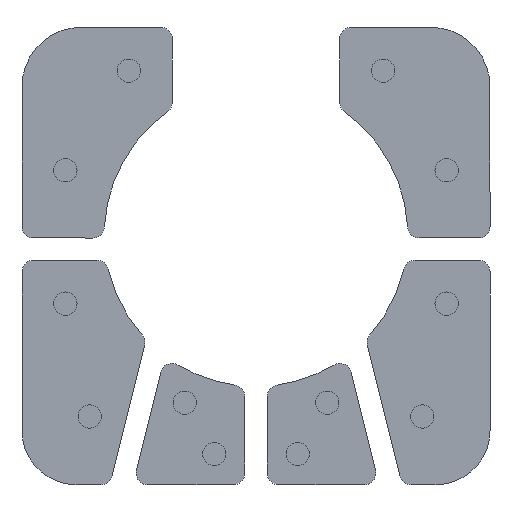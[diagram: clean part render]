
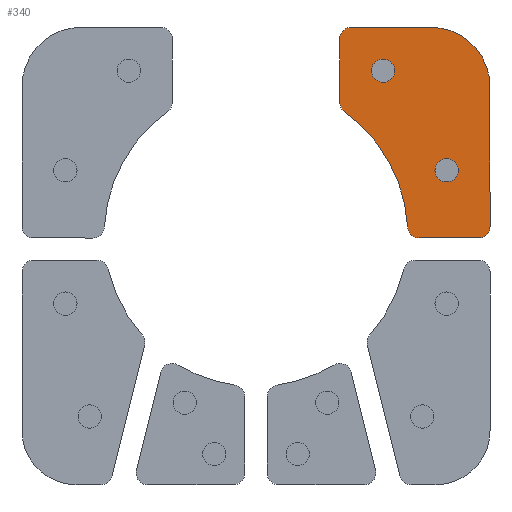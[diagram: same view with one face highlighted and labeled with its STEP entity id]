
A CAD part, front view. The second image highlights one B-rep face of the part: STEP entity #340.
In plain terms, the highlighted planar face has unit normal (0, -1, 0).
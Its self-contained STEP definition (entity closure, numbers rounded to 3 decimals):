
#52 = DIRECTION ( 'NONE',  ( 0., 0., 1. ) ) ;
#55 = CARTESIAN_POINT ( 'NONE',  ( 18., 0., 39.2 ) ) ;
#102 = ORIENTED_EDGE ( 'NONE', *, *, #4188, .F. ) ;
#132 = ORIENTED_EDGE ( 'NONE', *, *, #3463, .F. ) ;
#159 = ORIENTED_EDGE ( 'NONE', *, *, #1731, .F. ) ;
#188 = DIRECTION ( 'NONE',  ( 0., 0., 1. ) ) ;
#267 = EDGE_CURVE ( 'NONE', #2010, #305, #692, .T. ) ;
#292 = CARTESIAN_POINT ( 'NONE',  ( 36., 0., 12.2 ) ) ;
#305 = VERTEX_POINT ( 'NONE', #2445 ) ;
#325 = DIRECTION ( 'NONE',  ( 0., 0., -1. ) ) ;
#340 = ADVANCED_FACE ( 'NONE', ( #2734, #2370, #2041 ), #3739, .F. ) ;
#345 = ORIENTED_EDGE ( 'NONE', *, *, #3291, .F. ) ;
#375 = CARTESIAN_POINT ( 'NONE',  ( 42., 0., 1.6 ) ) ;
#392 = AXIS2_PLACEMENT_3D ( 'NONE', #436, #3517, #3929 ) ;
#396 = VECTOR ( 'NONE', #188, 1000. ) ;
#402 = DIRECTION ( 'NONE',  ( 0., -1., 0. ) ) ;
#427 = VERTEX_POINT ( 'NONE', #3493 ) ;
#436 = CARTESIAN_POINT ( 'NONE',  ( 36., 0., 12.2 ) ) ;
#439 = CARTESIAN_POINT ( 'NONE',  ( 36., 0., 10. ) ) ;
#534 = CIRCLE ( 'NONE', #4487, 11.2 ) ;
#591 = EDGE_CURVE ( 'NONE', #2338, #4343, #1053, .T. ) ;
#688 = CIRCLE ( 'NONE', #392, 2.2 ) ;
#692 = CIRCLE ( 'NONE', #3032, 2.2 ) ;
#695 = EDGE_CURVE ( 'NONE', #2783, #1051, #2486, .T. ) ;
#746 = CIRCLE ( 'NONE', #1784, 2.2 ) ;
#807 = ORIENTED_EDGE ( 'NONE', *, *, #695, .F. ) ;
#871 = CARTESIAN_POINT ( 'NONE',  ( 15.8, 0., 25.065 ) ) ;
#983 = CARTESIAN_POINT ( 'NONE',  ( 36., 0., 14.4 ) ) ;
#1030 = CARTESIAN_POINT ( 'NONE',  ( 24., 0., 31. ) ) ;
#1051 = VERTEX_POINT ( 'NONE', #3067 ) ;
#1053 = CIRCLE ( 'NONE', #3471, 28.659 ) ;
#1054 = AXIS2_PLACEMENT_3D ( 'NONE', #2275, #2111, #2088 ) ;
#1065 = CARTESIAN_POINT ( 'NONE',  ( 18., 0., 39.2 ) ) ;
#1071 = VERTEX_POINT ( 'NONE', #983 ) ;
#1083 = ORIENTED_EDGE ( 'NONE', *, *, #3371, .F. ) ;
#1149 = VERTEX_POINT ( 'NONE', #2708 ) ;
#1224 = AXIS2_PLACEMENT_3D ( 'NONE', #1595, #1688, #3787 ) ;
#1266 = ORIENTED_EDGE ( 'NONE', *, *, #267, .F. ) ;
#1395 = CARTESIAN_POINT ( 'NONE',  ( 44.2, 0., 28. ) ) ;
#1413 = AXIS2_PLACEMENT_3D ( 'NONE', #375, #1843, #1867 ) ;
#1416 = CIRCLE ( 'NONE', #2733, 2.2 ) ;
#1421 = DIRECTION ( 'NONE',  ( 0., -1., 0. ) ) ;
#1475 = CARTESIAN_POINT ( 'NONE',  ( 42., 0., -0.6 ) ) ;
#1516 = CARTESIAN_POINT ( 'NONE',  ( 24., 0., 31. ) ) ;
#1523 = EDGE_LOOP ( 'NONE', ( #2756, #1083 ) ) ;
#1551 = CIRCLE ( 'NONE', #2152, 2.2 ) ;
#1595 = CARTESIAN_POINT ( 'NONE',  ( 30.817, 0., 1.6 ) ) ;
#1641 = CARTESIAN_POINT ( 'NONE',  ( 24., 0., 33.2 ) ) ;
#1688 = DIRECTION ( 'NONE',  ( 0., 1., 0. ) ) ;
#1696 = DIRECTION ( 'NONE',  ( 0., 1., 0. ) ) ;
#1728 = CARTESIAN_POINT ( 'NONE',  ( 15.8, 0., 37. ) ) ;
#1731 = EDGE_CURVE ( 'NONE', #4462, #1955, #4271, .T. ) ;
#1784 = AXIS2_PLACEMENT_3D ( 'NONE', #292, #3413, #4458 ) ;
#1822 = DIRECTION ( 'NONE',  ( 0., 1., 0. ) ) ;
#1843 = DIRECTION ( 'NONE',  ( 0., 1., 0. ) ) ;
#1845 = DIRECTION ( 'NONE',  ( 0., 0., -1. ) ) ;
#1867 = DIRECTION ( 'NONE',  ( 0., 0., 1. ) ) ;
#1955 = VERTEX_POINT ( 'NONE', #55 ) ;
#1970 = DIRECTION ( 'NONE',  ( 0., 0., 1. ) ) ;
#2010 = VERTEX_POINT ( 'NONE', #1641 ) ;
#2041 = FACE_OUTER_BOUND ( 'NONE', #2273, .T. ) ;
#2088 = DIRECTION ( 'NONE',  ( 0., 0., 1. ) ) ;
#2111 = DIRECTION ( 'NONE',  ( 0., 1., 0. ) ) ;
#2130 = EDGE_CURVE ( 'NONE', #3522, #427, #4508, .T. ) ;
#2152 = AXIS2_PLACEMENT_3D ( 'NONE', #1516, #402, #1845 ) ;
#2273 = EDGE_LOOP ( 'NONE', ( #4370, #3049, #345, #3633, #102, #807, #4429, #3440, #159, #3670 ) ) ;
#2275 = CARTESIAN_POINT ( 'NONE',  ( 18., 0., 37. ) ) ;
#2338 = VERTEX_POINT ( 'NONE', #3604 ) ;
#2359 = CIRCLE ( 'NONE', #1413, 2.2 ) ;
#2370 = FACE_BOUND ( 'NONE', #3611, .T. ) ;
#2397 = CARTESIAN_POINT ( 'NONE',  ( 18., 0., 25.065 ) ) ;
#2445 = CARTESIAN_POINT ( 'NONE',  ( 24., 0., 28.8 ) ) ;
#2486 = LINE ( 'NONE', #1395, #4339 ) ;
#2506 = CARTESIAN_POINT ( 'NONE',  ( 0., 0., 0. ) ) ;
#2514 = EDGE_CURVE ( 'NONE', #1149, #4462, #4018, .T. ) ;
#2593 = AXIS2_PLACEMENT_3D ( 'NONE', #2397, #1696, #1970 ) ;
#2675 = CARTESIAN_POINT ( 'NONE',  ( 16.717, 0., 23.278 ) ) ;
#2708 = CARTESIAN_POINT ( 'NONE',  ( 15.8, 0., 25.065 ) ) ;
#2733 = AXIS2_PLACEMENT_3D ( 'NONE', #3113, #4511, #2849 ) ;
#2734 = FACE_BOUND ( 'NONE', #1523, .T. ) ;
#2756 = ORIENTED_EDGE ( 'NONE', *, *, #2807, .F. ) ;
#2768 = CARTESIAN_POINT ( 'NONE',  ( 42., 0., -0.6 ) ) ;
#2783 = VERTEX_POINT ( 'NONE', #3169 ) ;
#2801 = DIRECTION ( 'NONE',  ( 1., 0., 0. ) ) ;
#2807 = EDGE_CURVE ( 'NONE', #4183, #1071, #688, .T. ) ;
#2849 = DIRECTION ( 'NONE',  ( 0., 0., 1. ) ) ;
#2913 = VECTOR ( 'NONE', #4191, 1000. ) ;
#2981 = VERTEX_POINT ( 'NONE', #4129 ) ;
#3032 = AXIS2_PLACEMENT_3D ( 'NONE', #1030, #4176, #325 ) ;
#3049 = ORIENTED_EDGE ( 'NONE', *, *, #591, .F. ) ;
#3067 = CARTESIAN_POINT ( 'NONE',  ( 44.2, 0., 1.6 ) ) ;
#3113 = CARTESIAN_POINT ( 'NONE',  ( 18., 0., 25.065 ) ) ;
#3159 = DIRECTION ( 'NONE',  ( 0., 0., -1. ) ) ;
#3169 = CARTESIAN_POINT ( 'NONE',  ( 44.2, 0., 28. ) ) ;
#3170 = LINE ( 'NONE', #1065, #3306 ) ;
#3197 = CARTESIAN_POINT ( 'NONE',  ( 33., 0., 28. ) ) ;
#3207 = CIRCLE ( 'NONE', #1224, 2.2 ) ;
#3291 = EDGE_CURVE ( 'NONE', #427, #2338, #3207, .T. ) ;
#3306 = VECTOR ( 'NONE', #2801, 1000. ) ;
#3371 = EDGE_CURVE ( 'NONE', #1071, #4183, #746, .T. ) ;
#3413 = DIRECTION ( 'NONE',  ( 0., -1., 0. ) ) ;
#3435 = EDGE_CURVE ( 'NONE', #2981, #2783, #534, .T. ) ;
#3440 = ORIENTED_EDGE ( 'NONE', *, *, #3817, .F. ) ;
#3463 = EDGE_CURVE ( 'NONE', #305, #2010, #1551, .T. ) ;
#3471 = AXIS2_PLACEMENT_3D ( 'NONE', #2506, #1421, #3977 ) ;
#3474 = EDGE_CURVE ( 'NONE', #4343, #1149, #1416, .T. ) ;
#3493 = CARTESIAN_POINT ( 'NONE',  ( 30.817, 0., -0.6 ) ) ;
#3517 = DIRECTION ( 'NONE',  ( 0., -1., 0. ) ) ;
#3522 = VERTEX_POINT ( 'NONE', #1475 ) ;
#3604 = CARTESIAN_POINT ( 'NONE',  ( 28.62, 0., 1.486 ) ) ;
#3611 = EDGE_LOOP ( 'NONE', ( #132, #1266 ) ) ;
#3633 = ORIENTED_EDGE ( 'NONE', *, *, #2130, .F. ) ;
#3670 = ORIENTED_EDGE ( 'NONE', *, *, #2514, .F. ) ;
#3739 = PLANE ( 'NONE',  #2593 ) ;
#3787 = DIRECTION ( 'NONE',  ( 0., 0., 1. ) ) ;
#3817 = EDGE_CURVE ( 'NONE', #1955, #2981, #3170, .T. ) ;
#3929 = DIRECTION ( 'NONE',  ( 0., 0., -1. ) ) ;
#3977 = DIRECTION ( 'NONE',  ( 0., 0., 1. ) ) ;
#4018 = LINE ( 'NONE', #871, #396 ) ;
#4129 = CARTESIAN_POINT ( 'NONE',  ( 33., 0., 39.2 ) ) ;
#4176 = DIRECTION ( 'NONE',  ( 0., -1., 0. ) ) ;
#4183 = VERTEX_POINT ( 'NONE', #439 ) ;
#4188 = EDGE_CURVE ( 'NONE', #1051, #3522, #2359, .T. ) ;
#4191 = DIRECTION ( 'NONE',  ( -1., 0., 0. ) ) ;
#4271 = CIRCLE ( 'NONE', #1054, 2.2 ) ;
#4339 = VECTOR ( 'NONE', #3159, 1000. ) ;
#4343 = VERTEX_POINT ( 'NONE', #2675 ) ;
#4370 = ORIENTED_EDGE ( 'NONE', *, *, #3474, .F. ) ;
#4429 = ORIENTED_EDGE ( 'NONE', *, *, #3435, .F. ) ;
#4458 = DIRECTION ( 'NONE',  ( 0., 0., -1. ) ) ;
#4462 = VERTEX_POINT ( 'NONE', #1728 ) ;
#4487 = AXIS2_PLACEMENT_3D ( 'NONE', #3197, #1822, #52 ) ;
#4508 = LINE ( 'NONE', #2768, #2913 ) ;
#4511 = DIRECTION ( 'NONE',  ( 0., 1., 0. ) ) ;
